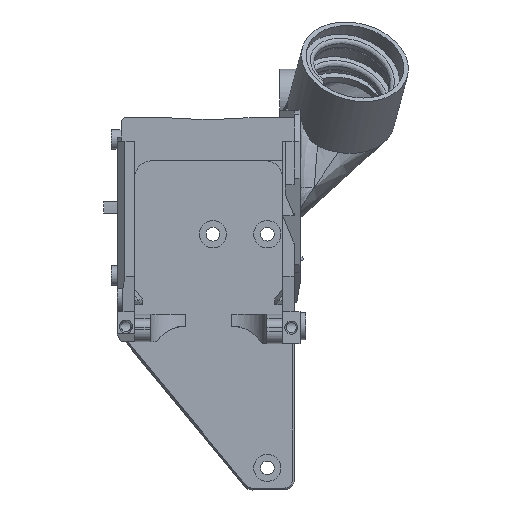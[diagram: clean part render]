
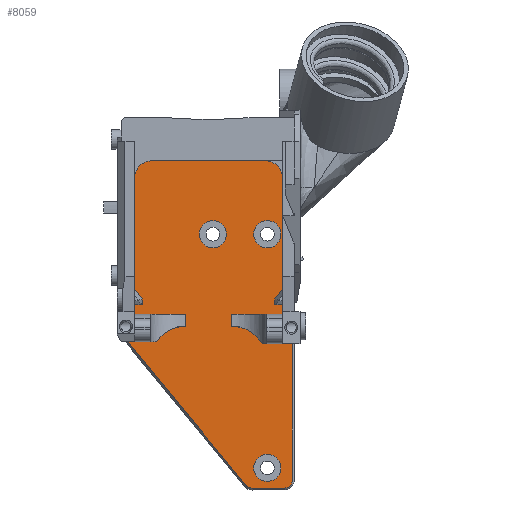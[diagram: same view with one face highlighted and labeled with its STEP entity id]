
A CAD part, front view. The second image highlights one B-rep face of the part: STEP entity #8059.
In plain terms, the highlighted planar face has unit normal (0, -1, 0).
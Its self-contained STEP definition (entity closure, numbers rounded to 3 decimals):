
#102=FACE_BOUND('',#1045,.T.);
#103=FACE_BOUND('',#1046,.T.);
#104=FACE_BOUND('',#1047,.T.);
#238=PLANE('',#8624);
#592=FACE_OUTER_BOUND('',#1044,.T.);
#1044=EDGE_LOOP('',(#6201,#6202,#6203,#6204,#6205,#6206,#6207,#6208,#6209,
#6210,#6211,#6212,#6213,#6214,#6215,#6216,#6217,#6218,#6219,#6220,#6221,
#6222,#6223,#6224,#6225));
#1045=EDGE_LOOP('',(#6226));
#1046=EDGE_LOOP('',(#6227));
#1047=EDGE_LOOP('',(#6228));
#1422=CIRCLE('',#8509,3.5);
#1424=CIRCLE('',#8512,3.5);
#1426=CIRCLE('',#8515,3.5);
#1466=CIRCLE('',#8623,4.5);
#1467=CIRCLE('',#8625,4.5);
#1468=CIRCLE('',#8626,2.);
#1469=CIRCLE('',#8627,2.);
#1772=LINE('',#11638,#2589);
#1868=LINE('',#13934,#2685);
#1872=LINE('',#13943,#2689);
#1873=LINE('',#13947,#2690);
#1876=LINE('',#13955,#2693);
#1904=LINE('',#14125,#2721);
#1907=LINE('',#14136,#2724);
#1992=LINE('',#14973,#2809);
#1993=LINE('',#14976,#2810);
#2003=LINE('',#14995,#2820);
#2008=LINE('',#15048,#2825);
#2018=LINE('',#15067,#2835);
#2020=LINE('',#15072,#2837);
#2049=LINE('',#15140,#2866);
#2050=LINE('',#15141,#2867);
#2051=LINE('',#15142,#2868);
#2052=LINE('',#15144,#2869);
#2053=LINE('',#15147,#2870);
#2054=LINE('',#15148,#2871);
#2055=LINE('',#15150,#2872);
#2056=LINE('',#15154,#2873);
#2589=VECTOR('',#9167,10.);
#2685=VECTOR('',#9507,10.);
#2689=VECTOR('',#9513,10.);
#2690=VECTOR('',#9518,10.);
#2693=VECTOR('',#9527,10.);
#2721=VECTOR('',#9617,10.);
#2724=VECTOR('',#9626,10.);
#2809=VECTOR('',#9829,10.);
#2810=VECTOR('',#9832,10.);
#2820=VECTOR('',#9850,10.);
#2825=VECTOR('',#9861,10.);
#2835=VECTOR('',#9879,10.);
#2837=VECTOR('',#9883,10.);
#2866=VECTOR('',#9948,10.);
#2867=VECTOR('',#9949,10.);
#2868=VECTOR('',#9950,10.);
#2869=VECTOR('',#9951,10.);
#2870=VECTOR('',#9954,10.);
#2871=VECTOR('',#9955,10.);
#2872=VECTOR('',#9956,10.);
#2873=VECTOR('',#9959,10.);
#3426=VERTEX_POINT('',#11635);
#3427=VERTEX_POINT('',#11637);
#3574=VERTEX_POINT('',#13931);
#3575=VERTEX_POINT('',#13933);
#3578=VERTEX_POINT('',#13940);
#3579=VERTEX_POINT('',#13942);
#3580=VERTEX_POINT('',#13946);
#3581=VERTEX_POINT('',#13951);
#3582=VERTEX_POINT('',#13953);
#3593=VERTEX_POINT('',#14005);
#3595=VERTEX_POINT('',#14011);
#3597=VERTEX_POINT('',#14017);
#3622=VERTEX_POINT('',#14123);
#3626=VERTEX_POINT('',#14133);
#3627=VERTEX_POINT('',#14135);
#3724=VERTEX_POINT('',#14971);
#3725=VERTEX_POINT('',#14975);
#3730=VERTEX_POINT('',#14993);
#3734=VERTEX_POINT('',#15047);
#3739=VERTEX_POINT('',#15065);
#3741=VERTEX_POINT('',#15071);
#3761=VERTEX_POINT('',#15134);
#3762=VERTEX_POINT('',#15135);
#3763=VERTEX_POINT('',#15143);
#3764=VERTEX_POINT('',#15145);
#3765=VERTEX_POINT('',#15149);
#3766=VERTEX_POINT('',#15151);
#3767=VERTEX_POINT('',#15153);
#4226=EDGE_CURVE('',#3426,#3427,#1772,.T.);
#4432=EDGE_CURVE('',#3575,#3574,#1868,.T.);
#4436=EDGE_CURVE('',#3579,#3578,#1872,.T.);
#4438=EDGE_CURVE('',#3579,#3580,#1873,.T.);
#4443=EDGE_CURVE('',#3581,#3582,#1876,.T.);
#4459=EDGE_CURVE('',#3593,#3593,#1422,.T.);
#4462=EDGE_CURVE('',#3595,#3595,#1424,.T.);
#4465=EDGE_CURVE('',#3597,#3597,#1426,.T.);
#4495=EDGE_CURVE('',#3622,#3578,#1904,.T.);
#4500=EDGE_CURVE('',#3626,#3627,#1907,.T.);
#4629=EDGE_CURVE('',#3626,#3724,#1992,.T.);
#4630=EDGE_CURVE('',#3725,#3575,#1993,.T.);
#4640=EDGE_CURVE('',#3574,#3730,#2003,.T.);
#4647=EDGE_CURVE('',#3734,#3581,#2008,.T.);
#4657=EDGE_CURVE('',#3582,#3739,#2018,.T.);
#4659=EDGE_CURVE('',#3741,#3580,#2020,.T.);
#4690=EDGE_CURVE('',#3761,#3762,#1466,.T.);
#4693=EDGE_CURVE('',#3426,#3627,#2049,.T.);
#4694=EDGE_CURVE('',#3725,#3724,#2050,.T.);
#4695=EDGE_CURVE('',#3730,#3761,#2051,.T.);
#4696=EDGE_CURVE('',#3763,#3762,#2052,.T.);
#4697=EDGE_CURVE('',#3763,#3764,#1467,.T.);
#4698=EDGE_CURVE('',#3764,#3734,#2053,.T.);
#4699=EDGE_CURVE('',#3739,#3741,#2054,.T.);
#4700=EDGE_CURVE('',#3765,#3622,#2055,.T.);
#4701=EDGE_CURVE('',#3766,#3765,#1468,.T.);
#4702=EDGE_CURVE('',#3767,#3766,#2056,.T.);
#4703=EDGE_CURVE('',#3427,#3767,#1469,.T.);
#6201=ORIENTED_EDGE('',*,*,#4226,.F.);
#6202=ORIENTED_EDGE('',*,*,#4693,.T.);
#6203=ORIENTED_EDGE('',*,*,#4500,.F.);
#6204=ORIENTED_EDGE('',*,*,#4629,.T.);
#6205=ORIENTED_EDGE('',*,*,#4694,.F.);
#6206=ORIENTED_EDGE('',*,*,#4630,.T.);
#6207=ORIENTED_EDGE('',*,*,#4432,.T.);
#6208=ORIENTED_EDGE('',*,*,#4640,.T.);
#6209=ORIENTED_EDGE('',*,*,#4695,.T.);
#6210=ORIENTED_EDGE('',*,*,#4690,.T.);
#6211=ORIENTED_EDGE('',*,*,#4696,.F.);
#6212=ORIENTED_EDGE('',*,*,#4697,.T.);
#6213=ORIENTED_EDGE('',*,*,#4698,.T.);
#6214=ORIENTED_EDGE('',*,*,#4647,.T.);
#6215=ORIENTED_EDGE('',*,*,#4443,.T.);
#6216=ORIENTED_EDGE('',*,*,#4657,.T.);
#6217=ORIENTED_EDGE('',*,*,#4699,.T.);
#6218=ORIENTED_EDGE('',*,*,#4659,.T.);
#6219=ORIENTED_EDGE('',*,*,#4438,.F.);
#6220=ORIENTED_EDGE('',*,*,#4436,.T.);
#6221=ORIENTED_EDGE('',*,*,#4495,.F.);
#6222=ORIENTED_EDGE('',*,*,#4700,.F.);
#6223=ORIENTED_EDGE('',*,*,#4701,.F.);
#6224=ORIENTED_EDGE('',*,*,#4702,.F.);
#6225=ORIENTED_EDGE('',*,*,#4703,.F.);
#6226=ORIENTED_EDGE('',*,*,#4462,.T.);
#6227=ORIENTED_EDGE('',*,*,#4459,.T.);
#6228=ORIENTED_EDGE('',*,*,#4465,.T.);
#8059=ADVANCED_FACE('',(#592,#102,#103,#104),#238,.F.);
#8509=AXIS2_PLACEMENT_3D('',#14006,#9551,#9552);
#8512=AXIS2_PLACEMENT_3D('',#14012,#9558,#9559);
#8515=AXIS2_PLACEMENT_3D('',#14018,#9565,#9566);
#8623=AXIS2_PLACEMENT_3D('',#15136,#9942,#9943);
#8624=AXIS2_PLACEMENT_3D('',#15139,#9946,#9947);
#8625=AXIS2_PLACEMENT_3D('',#15146,#9952,#9953);
#8626=AXIS2_PLACEMENT_3D('',#15152,#9957,#9958);
#8627=AXIS2_PLACEMENT_3D('',#15155,#9960,#9961);
#9167=DIRECTION('',(0.,0.,-1.));
#9507=DIRECTION('',(0.,0.,1.));
#9513=DIRECTION('',(-1.,0.,0.));
#9518=DIRECTION('',(0.,0.,1.));
#9527=DIRECTION('',(0.,0.,-1.));
#9551=DIRECTION('center_axis',(0.,1.,0.));
#9552=DIRECTION('ref_axis',(-1.,0.,0.));
#9558=DIRECTION('center_axis',(0.,1.,0.));
#9559=DIRECTION('ref_axis',(-1.,0.,0.));
#9565=DIRECTION('center_axis',(0.,1.,0.));
#9566=DIRECTION('ref_axis',(-1.,0.,0.));
#9617=DIRECTION('',(0.577,0.,0.816));
#9626=DIRECTION('',(0.,0.,-1.));
#9829=DIRECTION('',(1.,0.,0.));
#9832=DIRECTION('',(-1.,0.,0.));
#9850=DIRECTION('',(0.643,0.,0.766));
#9861=DIRECTION('',(0.643,0.,-0.766));
#9879=DIRECTION('',(-1.,0.,0.));
#9883=DIRECTION('',(1.,0.,0.));
#9942=DIRECTION('center_axis',(0.,-1.,0.));
#9943=DIRECTION('ref_axis',(0.707,0.,0.707));
#9946=DIRECTION('center_axis',(0.,1.,0.));
#9947=DIRECTION('ref_axis',(-1.,0.,0.));
#9948=DIRECTION('',(-1.,0.,0.));
#9949=DIRECTION('',(0.,0.,-1.));
#9950=DIRECTION('',(0.,0.,1.));
#9951=DIRECTION('',(1.,0.,0.));
#9952=DIRECTION('center_axis',(0.,-1.,0.));
#9953=DIRECTION('ref_axis',(-0.707,0.,0.707));
#9954=DIRECTION('',(0.,0.,-1.));
#9955=DIRECTION('',(0.,0.,-1.));
#9956=DIRECTION('',(-0.636,0.,0.771));
#9957=DIRECTION('center_axis',(0.,1.,0.));
#9958=DIRECTION('ref_axis',(-0.426,0.,-0.904));
#9959=DIRECTION('',(-1.,0.,0.));
#9960=DIRECTION('center_axis',(0.,1.,0.));
#9961=DIRECTION('ref_axis',(0.707,0.,-0.707));
#11635=CARTESIAN_POINT('',(21.5,20.,21.207));
#11637=CARTESIAN_POINT('',(21.5,20.,-18.329));
#11638=CARTESIAN_POINT('',(21.5,20.,50.162));
#13931=CARTESIAN_POINT('',(17.,20.,28.292));
#13933=CARTESIAN_POINT('',(17.,20.,26.792));
#13934=CARTESIAN_POINT('',(17.,20.,36.618));
#13940=CARTESIAN_POINT('',(-22.,20.,21.207));
#13942=CARTESIAN_POINT('',(-6.,20.,21.207));
#13943=CARTESIAN_POINT('',(-8.924,20.,21.207));
#13946=CARTESIAN_POINT('',(-6.,20.,24.368));
#13947=CARTESIAN_POINT('',(-6.,20.,32.767));
#13951=CARTESIAN_POINT('',(-17.,20.,28.292));
#13953=CARTESIAN_POINT('',(-17.,20.,26.792));
#13955=CARTESIAN_POINT('',(-17.,20.,35.868));
#14005=CARTESIAN_POINT('',(18.6,20.,44.904));
#14006=CARTESIAN_POINT('Origin',(15.1,20.,44.904));
#14011=CARTESIAN_POINT('',(4.599,20.,44.904));
#14012=CARTESIAN_POINT('Origin',(1.099,20.,44.904));
#14017=CARTESIAN_POINT('',(18.6,20.,-15.146));
#14018=CARTESIAN_POINT('Origin',(15.1,20.,-15.146));
#14123=CARTESIAN_POINT('',(-22.932,20.,19.889));
#14125=CARTESIAN_POINT('',(-13.528,20.,33.188));
#14133=CARTESIAN_POINT('',(6.,20.,24.368));
#14135=CARTESIAN_POINT('',(6.,20.,21.207));
#14136=CARTESIAN_POINT('',(6.,20.,32.767));
#14971=CARTESIAN_POINT('',(19.,20.,24.368));
#14973=CARTESIAN_POINT('',(10.076,20.,24.368));
#14975=CARTESIAN_POINT('',(19.,20.,26.792));
#14976=CARTESIAN_POINT('',(9.076,20.,26.792));
#14993=CARTESIAN_POINT('',(19.,20.,30.676));
#14995=CARTESIAN_POINT('',(18.825,20.,30.468));
#15047=CARTESIAN_POINT('',(-19.,20.,30.676));
#15048=CARTESIAN_POINT('',(-17.349,20.,28.709));
#15065=CARTESIAN_POINT('',(-19.,20.,26.792));
#15067=CARTESIAN_POINT('',(-8.924,20.,26.792));
#15071=CARTESIAN_POINT('',(-19.,20.,24.368));
#15072=CARTESIAN_POINT('',(-8.924,20.,24.368));
#15134=CARTESIAN_POINT('',(19.,20.,59.292));
#15135=CARTESIAN_POINT('',(14.5,20.,63.792));
#15136=CARTESIAN_POINT('Origin',(14.5,20.,59.292));
#15139=CARTESIAN_POINT('Origin',(0.518,20.,24.532));
#15140=CARTESIAN_POINT('',(10.076,20.,21.207));
#15141=CARTESIAN_POINT('',(19.,20.,33.368));
#15142=CARTESIAN_POINT('',(19.,20.,61.868));
#15143=CARTESIAN_POINT('',(-14.5,20.,63.792));
#15144=CARTESIAN_POINT('',(-17.745,20.,63.792));
#15145=CARTESIAN_POINT('',(-19.,20.,59.292));
#15146=CARTESIAN_POINT('Origin',(-14.5,20.,59.292));
#15147=CARTESIAN_POINT('',(-19.,20.,61.868));
#15148=CARTESIAN_POINT('',(-19.,20.,61.868));
#15149=CARTESIAN_POINT('',(9.636,20.,-19.601));
#15150=CARTESIAN_POINT('',(-2.666,20.,-4.684));
#15151=CARTESIAN_POINT('',(11.179,20.,-20.329));
#15152=CARTESIAN_POINT('Origin',(11.179,20.,-18.329));
#15153=CARTESIAN_POINT('',(19.5,20.,-20.329));
#15154=CARTESIAN_POINT('',(11.259,20.,-20.329));
#15155=CARTESIAN_POINT('Origin',(19.5,20.,-18.329));
